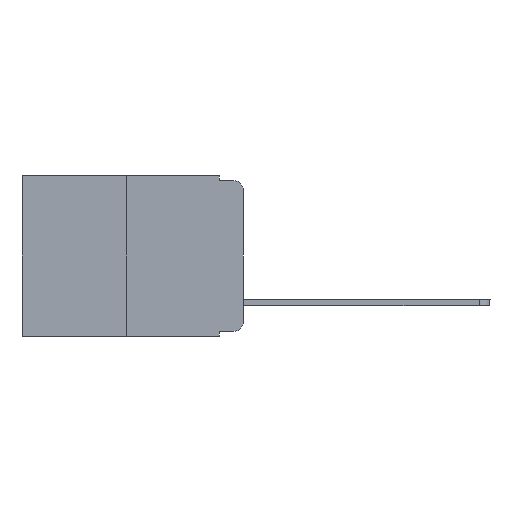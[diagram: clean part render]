
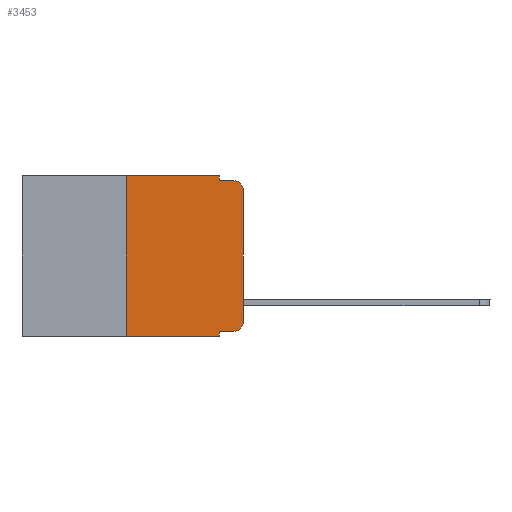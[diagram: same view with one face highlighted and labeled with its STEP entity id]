
A CAD part, left-side view. The second image highlights one B-rep face of the part: STEP entity #3453.
In plain terms, the highlighted planar face has unit normal (-1, 0, 0).
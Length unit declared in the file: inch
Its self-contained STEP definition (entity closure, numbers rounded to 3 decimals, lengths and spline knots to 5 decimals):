
#194 = VERTEX_POINT ( 'NONE', #3652 ) ;
#664 = DIRECTION ( 'NONE',  ( 0., 0., -1. ) ) ;
#804 = DIRECTION ( 'NONE',  ( 0., 0., -1. ) ) ;
#871 = VERTEX_POINT ( 'NONE', #2924 ) ;
#1224 = VERTEX_POINT ( 'NONE', #1940 ) ;
#1349 = DIRECTION ( 'NONE',  ( 0., -1., 0. ) ) ;
#1925 = ORIENTED_EDGE ( 'NONE', *, *, #2646, .T. ) ;
#1940 = CARTESIAN_POINT ( 'NONE',  ( 0., 0.25, 0. ) ) ;
#2118 = LINE ( 'NONE', #7013, #11534 ) ;
#2394 = VECTOR ( 'NONE', #4394, 39.37008 ) ;
#2464 = CIRCLE ( 'NONE', #5312, 0.02 ) ;
#2554 = CARTESIAN_POINT ( 'NONE',  ( 0., 0.473, 0. ) ) ;
#2612 = LINE ( 'NONE', #19670, #2394 ) ;
#2634 = ORIENTED_EDGE ( 'NONE', *, *, #7738, .T. ) ;
#2646 = EDGE_CURVE ( 'NONE', #6880, #10221, #2612, .T. ) ;
#2924 = CARTESIAN_POINT ( 'NONE',  ( 0., 0.25, -0.343 ) ) ;
#3100 = ORIENTED_EDGE ( 'NONE', *, *, #12541, .F. ) ;
#3453 = ADVANCED_FACE ( 'NONE', ( #17590 ), #15919, .F. ) ;
#3497 = VECTOR ( 'NONE', #18694, 39.37008 ) ;
#3652 = CARTESIAN_POINT ( 'NONE',  ( 0., 0.051, 0. ) ) ;
#3679 = CARTESIAN_POINT ( 'NONE',  ( 0., 0.051, 0. ) ) ;
#4394 = DIRECTION ( 'NONE',  ( 0., 0., 1. ) ) ;
#4558 = CARTESIAN_POINT ( 'NONE',  ( 0., 0.051, -0.343 ) ) ;
#5024 = VECTOR ( 'NONE', #15578, 39.37008 ) ;
#5312 = AXIS2_PLACEMENT_3D ( 'NONE', #18677, #18444, #8166 ) ;
#6129 = LINE ( 'NONE', #14246, #13336 ) ;
#6214 = CARTESIAN_POINT ( 'NONE',  ( 0., 0.02, -0.01 ) ) ;
#6880 = VERTEX_POINT ( 'NONE', #17311 ) ;
#7013 = CARTESIAN_POINT ( 'NONE',  ( 0., 0.473, 0. ) ) ;
#7346 = DIRECTION ( 'NONE',  ( -1., 0., 0. ) ) ;
#7478 = VECTOR ( 'NONE', #13810, 39.37008 ) ;
#7738 = EDGE_CURVE ( 'NONE', #11848, #20406, #18630, .T. ) ;
#7828 = LINE ( 'NONE', #9169, #17570 ) ;
#8166 = DIRECTION ( 'NONE',  ( 0., 0., -1. ) ) ;
#9169 = CARTESIAN_POINT ( 'NONE',  ( 0., 0.051, 0. ) ) ;
#9259 = CARTESIAN_POINT ( 'NONE',  ( 0., 0.051, -0.333 ) ) ;
#9416 = ORIENTED_EDGE ( 'NONE', *, *, #17145, .F. ) ;
#9535 = DIRECTION ( 'NONE',  ( 1., 0., 0. ) ) ;
#9565 = CARTESIAN_POINT ( 'NONE',  ( 0., 0.051, -0.01 ) ) ;
#9757 = EDGE_CURVE ( 'NONE', #14802, #19816, #17002, .T. ) ;
#10133 = ORIENTED_EDGE ( 'NONE', *, *, #11453, .T. ) ;
#10221 = VERTEX_POINT ( 'NONE', #13409 ) ;
#11130 = ORIENTED_EDGE ( 'NONE', *, *, #20320, .F. ) ;
#11227 = EDGE_LOOP ( 'NONE', ( #1925, #10133, #19546, #3100, #20886, #11130, #19495, #9416, #2634, #20274 ) ) ;
#11453 = EDGE_CURVE ( 'NONE', #10221, #19816, #2464, .T. ) ;
#11534 = VECTOR ( 'NONE', #16958, 39.37008 ) ;
#11848 = VERTEX_POINT ( 'NONE', #9259 ) ;
#12247 = EDGE_CURVE ( 'NONE', #20406, #6880, #21020, .T. ) ;
#12541 = EDGE_CURVE ( 'NONE', #194, #14802, #18941, .T. ) ;
#13336 = VECTOR ( 'NONE', #19416, 39.37008 ) ;
#13409 = CARTESIAN_POINT ( 'NONE',  ( 0., 0., -0.03 ) ) ;
#13810 = DIRECTION ( 'NONE',  ( 0., 0., 1. ) ) ;
#14139 = CARTESIAN_POINT ( 'NONE',  ( 0., 0.25, 0. ) ) ;
#14246 = CARTESIAN_POINT ( 'NONE',  ( 0., 0.473, -0.343 ) ) ;
#14802 = VERTEX_POINT ( 'NONE', #9565 ) ;
#15329 = AXIS2_PLACEMENT_3D ( 'NONE', #2554, #9535, #664 ) ;
#15578 = DIRECTION ( 'NONE',  ( 0., 0., -1. ) ) ;
#15919 = PLANE ( 'NONE',  #15329 ) ;
#16373 = AXIS2_PLACEMENT_3D ( 'NONE', #17615, #7346, #804 ) ;
#16958 = DIRECTION ( 'NONE',  ( 0., -1., 0. ) ) ;
#17002 = LINE ( 'NONE', #19918, #3497 ) ;
#17145 = EDGE_CURVE ( 'NONE', #11848, #21357, #7828, .T. ) ;
#17311 = CARTESIAN_POINT ( 'NONE',  ( 0., 0., -0.313 ) ) ;
#17317 = VECTOR ( 'NONE', #1349, 39.37008 ) ;
#17503 = CARTESIAN_POINT ( 'NONE',  ( 0., 0.02, -0.333 ) ) ;
#17570 = VECTOR ( 'NONE', #17768, 39.37008 ) ;
#17590 = FACE_OUTER_BOUND ( 'NONE', #11227, .T. ) ;
#17615 = CARTESIAN_POINT ( 'NONE',  ( 0., 0.02, -0.313 ) ) ;
#17735 = EDGE_CURVE ( 'NONE', #1224, #194, #2118, .T. ) ;
#17768 = DIRECTION ( 'NONE',  ( 0., 0., -1. ) ) ;
#17967 = EDGE_CURVE ( 'NONE', #871, #21357, #6129, .T. ) ;
#18291 = CARTESIAN_POINT ( 'NONE',  ( 0., 0.051, -0.333 ) ) ;
#18444 = DIRECTION ( 'NONE',  ( -1., 0., 0. ) ) ;
#18630 = LINE ( 'NONE', #18291, #17317 ) ;
#18677 = CARTESIAN_POINT ( 'NONE',  ( 0., 0.02, -0.03 ) ) ;
#18694 = DIRECTION ( 'NONE',  ( 0., -1., 0. ) ) ;
#18941 = LINE ( 'NONE', #3679, #5024 ) ;
#19416 = DIRECTION ( 'NONE',  ( 0., -1., 0. ) ) ;
#19495 = ORIENTED_EDGE ( 'NONE', *, *, #17967, .T. ) ;
#19546 = ORIENTED_EDGE ( 'NONE', *, *, #9757, .F. ) ;
#19670 = CARTESIAN_POINT ( 'NONE',  ( 0., 0., 0. ) ) ;
#19816 = VERTEX_POINT ( 'NONE', #6214 ) ;
#19918 = CARTESIAN_POINT ( 'NONE',  ( 0., 0.051, -0.01 ) ) ;
#20274 = ORIENTED_EDGE ( 'NONE', *, *, #12247, .T. ) ;
#20320 = EDGE_CURVE ( 'NONE', #871, #1224, #20761, .T. ) ;
#20406 = VERTEX_POINT ( 'NONE', #17503 ) ;
#20761 = LINE ( 'NONE', #14139, #7478 ) ;
#20886 = ORIENTED_EDGE ( 'NONE', *, *, #17735, .F. ) ;
#21020 = CIRCLE ( 'NONE', #16373, 0.02 ) ;
#21357 = VERTEX_POINT ( 'NONE', #4558 ) ;
